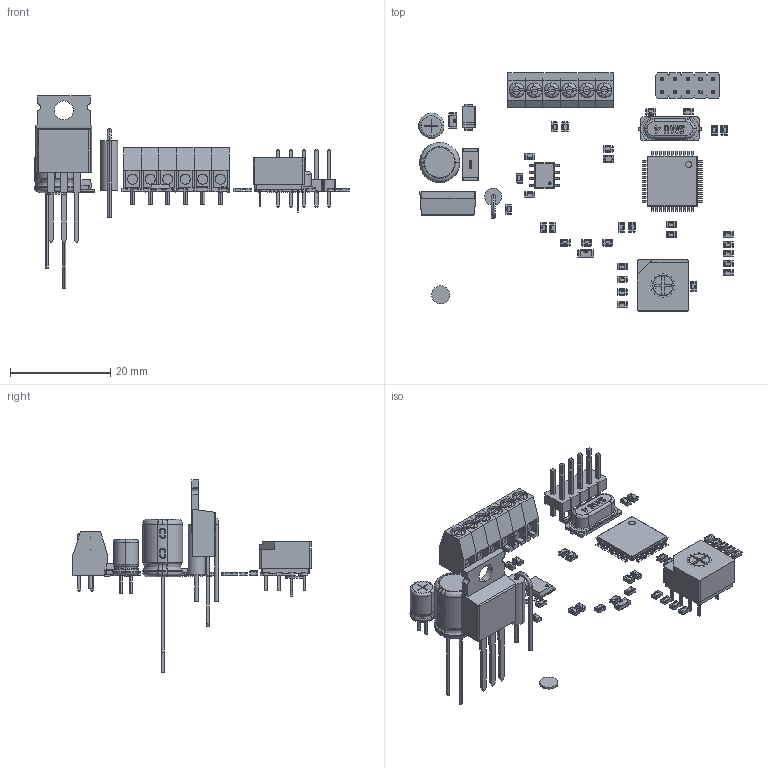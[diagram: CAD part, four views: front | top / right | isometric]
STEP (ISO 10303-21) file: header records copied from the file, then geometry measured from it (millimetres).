
FILE_DESCRIPTION(('Open CASCADE Model'),'2;1');
FILE_NAME('Open CASCADE Shape Model','2020-01-10T15:08:35',('Author'),( 'Open CASCADE'),'Open CASCADE STEP processor 6.8','Open CASCADE 6.8' ,'Unknown');
FILE_SCHEMA(('AUTOMOTIVE_DESIGN { 1 0 10303 214 1 1 1 1 }'));
Length unit declared in the file: millimetre
Products named in the file (96): PCB; Board; Open CASCADE STEP translator 6.8 1.1.1; X1; User_Library-SMU4; SMU4_BASE_Valor_predeterminado; SM4_BASE_2_Valor_predeterminado; R16; SW3dPS-0805_SMD_Resistor; R15; R14; R13; R12; R11; R10; R9; R8; R7; R6; R5; R4; IC2; 5875683776; Open_CASCADE_STEP_translator_6.8_19.1; Body; Open_CASCADE_STEP_translator_6.8_19.2.1; Leader; IC3; User_Library-sop-8; C12; 1206_SMD_Capacitor; D0; User_Library-DO-214Aa_SMA; C5; 0805_SMD_Capacitor; C4; C1; 61301021121; 6130xx21121_PIN; UP1 ...
Assembly tree (187 placements, depth 5):
  PCB
    Board
      Open CASCADE STEP translator 6.8 1.1.1
    X1
      User_Library-SMU4
        SMU4_BASE_Valor_predeterminado
        SM4_BASE_2_Valor_predeterminado
    R16
      SW3dPS-0805_SMD_Resistor
    R15
      SW3dPS-0805_SMD_Resistor
    R14
      SW3dPS-0805_SMD_Resistor
    R13
      SW3dPS-0805_SMD_Resistor
    R12
      SW3dPS-0805_SMD_Resistor
    R11
      SW3dPS-0805_SMD_Resistor
    R10
      SW3dPS-0805_SMD_Resistor
    R9
      SW3dPS-0805_SMD_Resistor
    R8
      SW3dPS-0805_SMD_Resistor
    R7
      SW3dPS-0805_SMD_Resistor
    R6
      SW3dPS-0805_SMD_Resistor
    R5
      SW3dPS-0805_SMD_Resistor
    R4
      SW3dPS-0805_SMD_Resistor
    IC2
      5875683776
        Open_CASCADE_STEP_translator_6.8_19.1
        Body
          Open_CASCADE_STEP_translator_6.8_19.2.1
        Leader  x22
        Leader  x22
    IC3
      User_Library-sop-8
    C12
      1206_SMD_Capacitor
    D0
      User_Library-DO-214Aa_SMA
    C5
      0805_SMD_Capacitor
    C4
      1206_SMD_Capacitor
    C1
      61301021121
        6130xx21121_PIN  x10
        61301021121
    UP1
      SW3dPS-0805_SMD_Resistor
    ON1
      SW3dPS-0805_SMD_Resistor
    CAL1
      SW3dPS-0805_SMD_Resistor
Bounding box: 62.78 x 47.5 x 38.33 mm (x, y, z)
Volume: 3291.6 mm3; surface area: 7503.7 mm2
Topology: 135 solids, 140 shells, 5428 faces, 12770 edges, 7587 vertices
Faces by surface type: plane 2596, bspline 1273, cylinder 1233, sphere 268, torus 46, cone 12
Full cylindrical faces by diameter (mm): 1.25 x1, 3.606 x1
Entity records: 66632 total; most frequent: CARTESIAN_POINT 23369, ORIENTED_EDGE 7241, DIRECTION 6543, EDGE_CURVE 3648, LINE 2385, VECTOR 2385, VERTEX_POINT 2331, AXIS2_PLACEMENT_3D 2079
